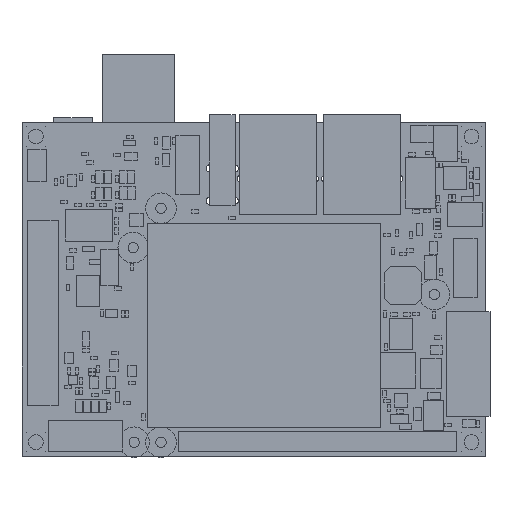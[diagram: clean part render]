
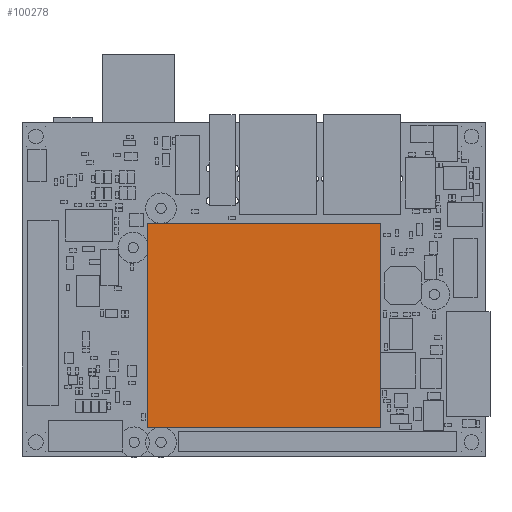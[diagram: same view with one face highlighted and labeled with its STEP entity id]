
A CAD part, top view. The second image highlights one B-rep face of the part: STEP entity #100278.
In plain terms, the highlighted planar face has unit normal (0, 0, 1).
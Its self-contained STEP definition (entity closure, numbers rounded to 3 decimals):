
#99964 = VERTEX_POINT('',#99965);
#99965 = CARTESIAN_POINT('',(27.054,6.102,4.064));
#99972 = PLANE('',#99973);
#99973 = AXIS2_PLACEMENT_3D('',#99974,#99975,#99976);
#99974 = CARTESIAN_POINT('',(27.054,6.102,0.));
#99975 = DIRECTION('',(0.,1.,0.));
#99976 = DIRECTION('',(1.,0.,0.));
#99984 = PLANE('',#99985);
#99985 = AXIS2_PLACEMENT_3D('',#99986,#99987,#99988);
#99986 = CARTESIAN_POINT('',(27.054,50.298,0.));
#99987 = DIRECTION('',(1.,0.,0.));
#99988 = DIRECTION('',(0.,-1.,0.));
#99996 = EDGE_CURVE('',#99964,#99997,#99999,.T.);
#99997 = VERTEX_POINT('',#99998);
#99998 = CARTESIAN_POINT('',(77.346,6.102,4.064));
#99999 = SURFACE_CURVE('',#100000,(#100004,#100011),.PCURVE_S1.);
#100000 = LINE('',#100001,#100002);
#100001 = CARTESIAN_POINT('',(27.054,6.102,4.064));
#100002 = VECTOR('',#100003,1.);
#100003 = DIRECTION('',(1.,0.,0.));
#100004 = PCURVE('',#99972,#100005);
#100005 = DEFINITIONAL_REPRESENTATION('',(#100006),#100010);
#100006 = LINE('',#100007,#100008);
#100007 = CARTESIAN_POINT('',(0.,-4.064));
#100008 = VECTOR('',#100009,1.);
#100009 = DIRECTION('',(1.,0.));
#100010 = ( GEOMETRIC_REPRESENTATION_CONTEXT(2) 
PARAMETRIC_REPRESENTATION_CONTEXT() REPRESENTATION_CONTEXT('2D SPACE',''
  ) );
#100011 = PCURVE('',#100012,#100017);
#100012 = PLANE('',#100013);
#100013 = AXIS2_PLACEMENT_3D('',#100014,#100015,#100016);
#100014 = CARTESIAN_POINT('',(27.054,6.102,4.064));
#100015 = DIRECTION('',(0.,0.,-1.));
#100016 = DIRECTION('',(-1.,0.,0.));
#100017 = DEFINITIONAL_REPRESENTATION('',(#100018),#100022);
#100018 = LINE('',#100019,#100020);
#100019 = CARTESIAN_POINT('',(0.,0.));
#100020 = VECTOR('',#100021,1.);
#100021 = DIRECTION('',(-1.,0.));
#100022 = ( GEOMETRIC_REPRESENTATION_CONTEXT(2) 
PARAMETRIC_REPRESENTATION_CONTEXT() REPRESENTATION_CONTEXT('2D SPACE',''
  ) );
#100040 = PLANE('',#100041);
#100041 = AXIS2_PLACEMENT_3D('',#100042,#100043,#100044);
#100042 = CARTESIAN_POINT('',(77.346,6.102,0.));
#100043 = DIRECTION('',(-1.,0.,0.));
#100044 = DIRECTION('',(0.,1.,0.));
#100084 = VERTEX_POINT('',#100085);
#100085 = CARTESIAN_POINT('',(27.054,50.298,4.064));
#100099 = PLANE('',#100100);
#100100 = AXIS2_PLACEMENT_3D('',#100101,#100102,#100103);
#100101 = CARTESIAN_POINT('',(77.346,50.298,0.));
#100102 = DIRECTION('',(0.,-1.,0.));
#100103 = DIRECTION('',(-1.,0.,0.));
#100111 = EDGE_CURVE('',#100084,#99964,#100112,.T.);
#100112 = SURFACE_CURVE('',#100113,(#100117,#100124),.PCURVE_S1.);
#100113 = LINE('',#100114,#100115);
#100114 = CARTESIAN_POINT('',(27.054,50.298,4.064));
#100115 = VECTOR('',#100116,1.);
#100116 = DIRECTION('',(0.,-1.,0.));
#100117 = PCURVE('',#99984,#100118);
#100118 = DEFINITIONAL_REPRESENTATION('',(#100119),#100123);
#100119 = LINE('',#100120,#100121);
#100120 = CARTESIAN_POINT('',(0.,-4.064));
#100121 = VECTOR('',#100122,1.);
#100122 = DIRECTION('',(1.,0.));
#100123 = ( GEOMETRIC_REPRESENTATION_CONTEXT(2) 
PARAMETRIC_REPRESENTATION_CONTEXT() REPRESENTATION_CONTEXT('2D SPACE',''
  ) );
#100124 = PCURVE('',#100012,#100125);
#100125 = DEFINITIONAL_REPRESENTATION('',(#100126),#100130);
#100126 = LINE('',#100127,#100128);
#100127 = CARTESIAN_POINT('',(0.,44.196));
#100128 = VECTOR('',#100129,1.);
#100129 = DIRECTION('',(0.,-1.));
#100130 = ( GEOMETRIC_REPRESENTATION_CONTEXT(2) 
PARAMETRIC_REPRESENTATION_CONTEXT() REPRESENTATION_CONTEXT('2D SPACE',''
  ) );
#100158 = EDGE_CURVE('',#99997,#100159,#100161,.T.);
#100159 = VERTEX_POINT('',#100160);
#100160 = CARTESIAN_POINT('',(77.346,50.298,4.064));
#100161 = SURFACE_CURVE('',#100162,(#100166,#100173),.PCURVE_S1.);
#100162 = LINE('',#100163,#100164);
#100163 = CARTESIAN_POINT('',(77.346,6.102,4.064));
#100164 = VECTOR('',#100165,1.);
#100165 = DIRECTION('',(0.,1.,0.));
#100166 = PCURVE('',#100040,#100167);
#100167 = DEFINITIONAL_REPRESENTATION('',(#100168),#100172);
#100168 = LINE('',#100169,#100170);
#100169 = CARTESIAN_POINT('',(0.,-4.064));
#100170 = VECTOR('',#100171,1.);
#100171 = DIRECTION('',(1.,0.));
#100172 = ( GEOMETRIC_REPRESENTATION_CONTEXT(2) 
PARAMETRIC_REPRESENTATION_CONTEXT() REPRESENTATION_CONTEXT('2D SPACE',''
  ) );
#100173 = PCURVE('',#100012,#100174);
#100174 = DEFINITIONAL_REPRESENTATION('',(#100175),#100179);
#100175 = LINE('',#100176,#100177);
#100176 = CARTESIAN_POINT('',(-50.292,0.));
#100177 = VECTOR('',#100178,1.);
#100178 = DIRECTION('',(0.,1.));
#100179 = ( GEOMETRIC_REPRESENTATION_CONTEXT(2) 
PARAMETRIC_REPRESENTATION_CONTEXT() REPRESENTATION_CONTEXT('2D SPACE',''
  ) );
#100229 = EDGE_CURVE('',#100159,#100084,#100230,.T.);
#100230 = SURFACE_CURVE('',#100231,(#100235,#100242),.PCURVE_S1.);
#100231 = LINE('',#100232,#100233);
#100232 = CARTESIAN_POINT('',(77.346,50.298,4.064));
#100233 = VECTOR('',#100234,1.);
#100234 = DIRECTION('',(-1.,0.,0.));
#100235 = PCURVE('',#100099,#100236);
#100236 = DEFINITIONAL_REPRESENTATION('',(#100237),#100241);
#100237 = LINE('',#100238,#100239);
#100238 = CARTESIAN_POINT('',(0.,-4.064));
#100239 = VECTOR('',#100240,1.);
#100240 = DIRECTION('',(1.,0.));
#100241 = ( GEOMETRIC_REPRESENTATION_CONTEXT(2) 
PARAMETRIC_REPRESENTATION_CONTEXT() REPRESENTATION_CONTEXT('2D SPACE',''
  ) );
#100242 = PCURVE('',#100012,#100243);
#100243 = DEFINITIONAL_REPRESENTATION('',(#100244),#100248);
#100244 = LINE('',#100245,#100246);
#100245 = CARTESIAN_POINT('',(-50.292,44.196));
#100246 = VECTOR('',#100247,1.);
#100247 = DIRECTION('',(1.,0.));
#100248 = ( GEOMETRIC_REPRESENTATION_CONTEXT(2) 
PARAMETRIC_REPRESENTATION_CONTEXT() REPRESENTATION_CONTEXT('2D SPACE',''
  ) );
#100278 = ADVANCED_FACE('',(#100279),#100012,.F.);
#100279 = FACE_BOUND('',#100280,.F.);
#100280 = EDGE_LOOP('',(#100281,#100282,#100283,#100284));
#100281 = ORIENTED_EDGE('',*,*,#99996,.F.);
#100282 = ORIENTED_EDGE('',*,*,#100111,.F.);
#100283 = ORIENTED_EDGE('',*,*,#100229,.F.);
#100284 = ORIENTED_EDGE('',*,*,#100158,.F.);
